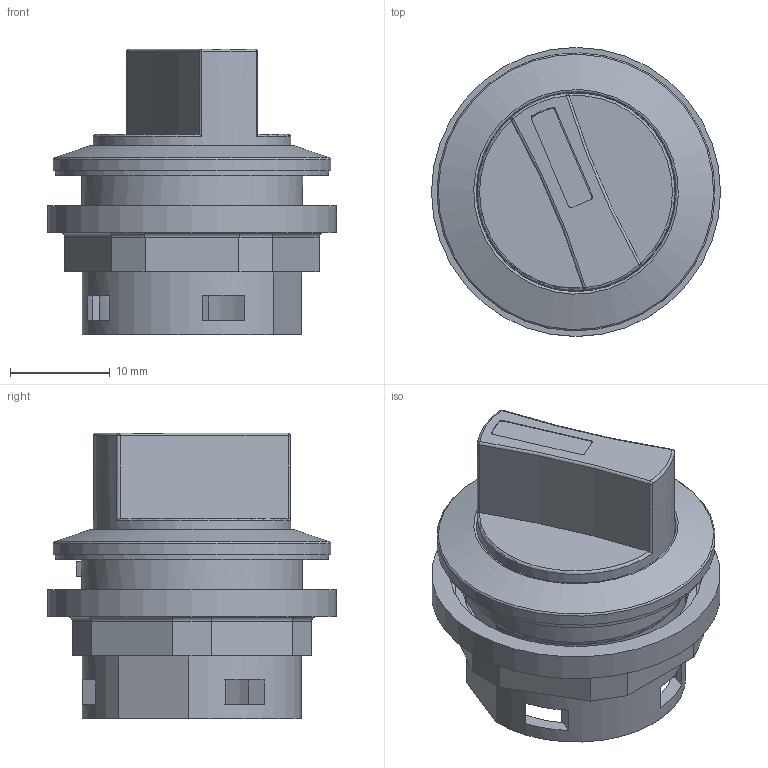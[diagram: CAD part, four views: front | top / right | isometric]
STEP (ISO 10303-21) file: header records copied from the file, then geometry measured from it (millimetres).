
FILE_DESCRIPTION(/* description */ (''),/* implementation_level */ '2;1');
FILE_NAME(/* name */ 'SWA.stp',/* time_stamp */ '2016-09-13T08:46:03+02:00',/* author */ ('mharscher'),/* organization */ (''),/* preprocessor_version */ 'ST-DEVELOPER v15.2',/* originating_system */ 'Autodesk Inventor 2014',/* authorisation */ '');
FILE_SCHEMA (('CONFIG_CONTROL_DESIGN'));
Length unit declared in the file: centimetre
Products named in the file (1): SWA_SWAL vereinfacht
Bounding box: 29 x 29 x 28.65 mm (x, y, z)
Volume: 6916.8 mm3; surface area: 4788.6 mm2
Topology: 1 solids, 1 shells, 132 faces, 355 edges, 226 vertices
Faces by surface type: plane 64, cylinder 46, torus 10, cone 8, sphere 4
Full cylindrical faces by diameter (mm): 19.85 x1, 20.05 x1, 22.2 x1, 22.6 x1, 25.35 x1, 27.4 x1, 27.9 x1, 29 x1
Entity records: 4141 total; most frequent: CARTESIAN_POINT 838, DIRECTION 704, ORIENTED_EDGE 668, EDGE_CURVE 334, AXIS2_PLACEMENT_3D 261, VERTEX_POINT 221, LINE 182, VECTOR 182
